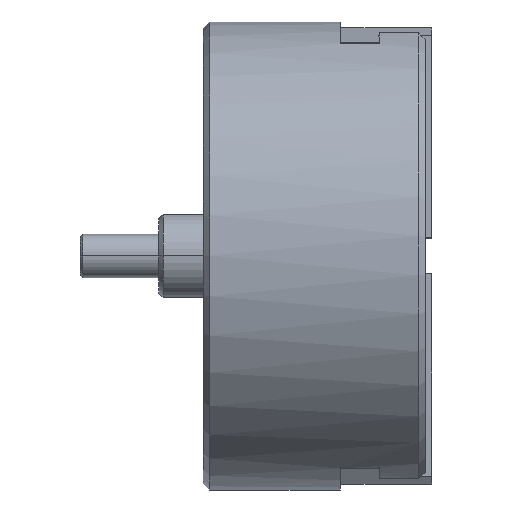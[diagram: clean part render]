
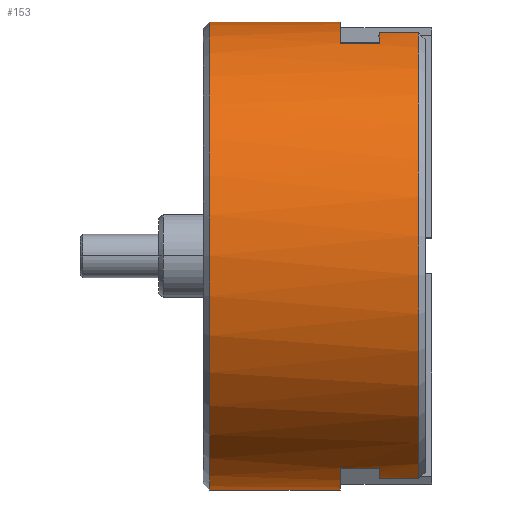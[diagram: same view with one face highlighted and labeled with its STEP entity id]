
A CAD part, top view. The second image highlights one B-rep face of the part: STEP entity #153.
In plain terms, the highlighted cylindrical face has radius 107.5 mm (diameter 215 mm), a partial arc.
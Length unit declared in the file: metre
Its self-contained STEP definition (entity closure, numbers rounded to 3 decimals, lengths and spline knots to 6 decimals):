
#12 = CIRCLE ( 'NONE', #704, 0.1075 ) ;
#99 = ORIENTED_EDGE ( 'NONE', *, *, #7708, .T. ) ;
#153 = ADVANCED_FACE ( 'NONE', ( #3297 ), #8398, .T. ) ;
#229 = AXIS2_PLACEMENT_3D ( 'NONE', #7901, #3728, #8607 ) ;
#234 = CARTESIAN_POINT ( 'NONE',  ( 0.081, 0.097628, 0.045 ) ) ;
#442 = EDGE_CURVE ( 'NONE', #5969, #6118, #5762, .T. ) ;
#488 = CARTESIAN_POINT ( 'NONE',  ( 0., 0.10247, 0.0325 ) ) ;
#539 = EDGE_LOOP ( 'NONE', ( #99, #3481, #7344, #6350, #2237, #4919, #1468, #5275, #4587, #6770, #8325, #5545 ) ) ;
#577 = VERTEX_POINT ( 'NONE', #5987 ) ;
#704 = AXIS2_PLACEMENT_3D ( 'NONE', #4083, #8955, #4791 ) ;
#728 = VECTOR ( 'NONE', #1267, 1. ) ;
#949 = AXIS2_PLACEMENT_3D ( 'NONE', #5816, #1659, #6521 ) ;
#1242 = CARTESIAN_POINT ( 'NONE',  ( 0.081, -0.10247, 0.0325 ) ) ;
#1267 = DIRECTION ( 'NONE',  ( -1., 0., 0. ) ) ;
#1468 = ORIENTED_EDGE ( 'NONE', *, *, #4757, .T. ) ;
#1659 = DIRECTION ( 'NONE',  ( 1., 0., 0. ) ) ;
#1752 = CARTESIAN_POINT ( 'NONE',  ( 0., 0.1075, 0. ) ) ;
#1754 = CARTESIAN_POINT ( 'NONE',  ( 0., 0., 0. ) ) ;
#2142 = VERTEX_POINT ( 'NONE', #6191 ) ;
#2237 = ORIENTED_EDGE ( 'NONE', *, *, #8702, .T. ) ;
#2349 = VECTOR ( 'NONE', #8218, 1. ) ;
#2385 = DIRECTION ( 'NONE',  ( -1., 0., 0. ) ) ;
#2439 = DIRECTION ( 'NONE',  ( -1., 0., 0. ) ) ;
#2442 = DIRECTION ( 'NONE',  ( 0., -1., 0. ) ) ;
#2727 = VERTEX_POINT ( 'NONE', #2938 ) ;
#2731 = CARTESIAN_POINT ( 'NONE',  ( 0., -0.10247, 0.0325 ) ) ;
#2762 = CARTESIAN_POINT ( 'NONE',  ( 0.081, 0.10247, 0.0325 ) ) ;
#2938 = CARTESIAN_POINT ( 'NONE',  ( 0.063, 0.097628, 0.045 ) ) ;
#3036 = VECTOR ( 'NONE', #2439, 1. ) ;
#3089 = DIRECTION ( 'NONE',  ( -1., 0., 0. ) ) ;
#3234 = EDGE_CURVE ( 'NONE', #2142, #5969, #4720, .T. ) ;
#3273 = DIRECTION ( 'NONE',  ( -1., 0., 0. ) ) ;
#3297 = FACE_OUTER_BOUND ( 'NONE', #539, .T. ) ;
#3313 = AXIS2_PLACEMENT_3D ( 'NONE', #7254, #3089, #7949 ) ;
#3481 = ORIENTED_EDGE ( 'NONE', *, *, #5506, .T. ) ;
#3504 = CARTESIAN_POINT ( 'NONE',  ( 0.063, 0., 0. ) ) ;
#3622 = CARTESIAN_POINT ( 'NONE',  ( 0.063, -0.1075, 0. ) ) ;
#3728 = DIRECTION ( 'NONE',  ( 1., 0., 0. ) ) ;
#3734 = EDGE_CURVE ( 'NONE', #4072, #6380, #4712, .T. ) ;
#3820 = CARTESIAN_POINT ( 'NONE',  ( 0.081, -0.097628, 0.045 ) ) ;
#3926 = VECTOR ( 'NONE', #3273, 1. ) ;
#3931 = DIRECTION ( 'NONE',  ( -1., 0., 0. ) ) ;
#3948 = CARTESIAN_POINT ( 'NONE',  ( 0.003, 0.1075, 0. ) ) ;
#4072 = VERTEX_POINT ( 'NONE', #3622 ) ;
#4083 = CARTESIAN_POINT ( 'NONE',  ( 0.081, 0., 0. ) ) ;
#4117 = DIRECTION ( 'NONE',  ( 1., 0., 0. ) ) ;
#4159 = AXIS2_PLACEMENT_3D ( 'NONE', #3504, #8374, #4189 ) ;
#4170 = VERTEX_POINT ( 'NONE', #234 ) ;
#4189 = DIRECTION ( 'NONE',  ( 0., 0., 1. ) ) ;
#4334 = AXIS2_PLACEMENT_3D ( 'NONE', #1754, #5221, #2442 ) ;
#4489 = EDGE_CURVE ( 'NONE', #4676, #2142, #4809, .T. ) ;
#4587 = ORIENTED_EDGE ( 'NONE', *, *, #3234, .T. ) ;
#4676 = VERTEX_POINT ( 'NONE', #1242 ) ;
#4712 = LINE ( 'NONE', #8103, #7210 ) ;
#4720 = CIRCLE ( 'NONE', #6421, 0.1075 ) ;
#4757 = EDGE_CURVE ( 'NONE', #5155, #4676, #12, .T. ) ;
#4791 = DIRECTION ( 'NONE',  ( 0., 0., -1. ) ) ;
#4809 = LINE ( 'NONE', #2731, #6429 ) ;
#4919 = ORIENTED_EDGE ( 'NONE', *, *, #6972, .T. ) ;
#4944 = CIRCLE ( 'NONE', #949, 0.1075 ) ;
#5032 = CARTESIAN_POINT ( 'NONE',  ( 0.003, -0.1075, 0. ) ) ;
#5155 = VERTEX_POINT ( 'NONE', #3820 ) ;
#5221 = DIRECTION ( 'NONE',  ( -1., 0., 0. ) ) ;
#5275 = ORIENTED_EDGE ( 'NONE', *, *, #4489, .T. ) ;
#5443 = CARTESIAN_POINT ( 'NONE',  ( 0., 0.097628, 0.045 ) ) ;
#5506 = EDGE_CURVE ( 'NONE', #577, #6821, #7513, .T. ) ;
#5545 = ORIENTED_EDGE ( 'NONE', *, *, #7399, .T. ) ;
#5762 = LINE ( 'NONE', #488, #3926 ) ;
#5816 = CARTESIAN_POINT ( 'NONE',  ( 0.081, 0., 0. ) ) ;
#5969 = VERTEX_POINT ( 'NONE', #7165 ) ;
#5987 = CARTESIAN_POINT ( 'NONE',  ( 0.063, 0.1075, 0. ) ) ;
#6075 = LINE ( 'NONE', #8248, #2349 ) ;
#6118 = VERTEX_POINT ( 'NONE', #2762 ) ;
#6191 = CARTESIAN_POINT ( 'NONE',  ( 0.099, -0.10247, 0.0325 ) ) ;
#6350 = ORIENTED_EDGE ( 'NONE', *, *, #3734, .F. ) ;
#6380 = VERTEX_POINT ( 'NONE', #5032 ) ;
#6421 = AXIS2_PLACEMENT_3D ( 'NONE', #6565, #2385, #7263 ) ;
#6429 = VECTOR ( 'NONE', #4117, 1. ) ;
#6521 = DIRECTION ( 'NONE',  ( 0., 0., -1. ) ) ;
#6565 = CARTESIAN_POINT ( 'NONE',  ( 0.099, 0., 0. ) ) ;
#6576 = CIRCLE ( 'NONE', #3313, 0.1075 ) ;
#6770 = ORIENTED_EDGE ( 'NONE', *, *, #442, .T. ) ;
#6821 = VERTEX_POINT ( 'NONE', #3948 ) ;
#6972 = EDGE_CURVE ( 'NONE', #8812, #5155, #6075, .T. ) ;
#7137 = CIRCLE ( 'NONE', #229, 0.1075 ) ;
#7165 = CARTESIAN_POINT ( 'NONE',  ( 0.099, 0.10247, 0.0325 ) ) ;
#7210 = VECTOR ( 'NONE', #3931, 1. ) ;
#7254 = CARTESIAN_POINT ( 'NONE',  ( 0.063, 0., 0. ) ) ;
#7263 = DIRECTION ( 'NONE',  ( 0., -1., 0. ) ) ;
#7344 = ORIENTED_EDGE ( 'NONE', *, *, #7777, .T. ) ;
#7399 = EDGE_CURVE ( 'NONE', #4170, #2727, #7695, .T. ) ;
#7513 = LINE ( 'NONE', #1752, #3036 ) ;
#7695 = LINE ( 'NONE', #5443, #728 ) ;
#7708 = EDGE_CURVE ( 'NONE', #2727, #577, #7789, .T. ) ;
#7777 = EDGE_CURVE ( 'NONE', #6821, #6380, #7137, .T. ) ;
#7789 = CIRCLE ( 'NONE', #4159, 0.1075 ) ;
#7901 = CARTESIAN_POINT ( 'NONE',  ( 0.003, 0., 0. ) ) ;
#7949 = DIRECTION ( 'NONE',  ( 0., 0., 1. ) ) ;
#8042 = CARTESIAN_POINT ( 'NONE',  ( 0.063, -0.097628, 0.045 ) ) ;
#8103 = CARTESIAN_POINT ( 'NONE',  ( 0., -0.1075, 0. ) ) ;
#8218 = DIRECTION ( 'NONE',  ( 1., 0., 0. ) ) ;
#8248 = CARTESIAN_POINT ( 'NONE',  ( 0., -0.097628, 0.045 ) ) ;
#8325 = ORIENTED_EDGE ( 'NONE', *, *, #8667, .T. ) ;
#8374 = DIRECTION ( 'NONE',  ( -1., 0., 0. ) ) ;
#8398 = CYLINDRICAL_SURFACE ( 'NONE', #4334, 0.1075 ) ;
#8607 = DIRECTION ( 'NONE',  ( 0., 1., 0. ) ) ;
#8667 = EDGE_CURVE ( 'NONE', #6118, #4170, #4944, .T. ) ;
#8702 = EDGE_CURVE ( 'NONE', #4072, #8812, #6576, .T. ) ;
#8812 = VERTEX_POINT ( 'NONE', #8042 ) ;
#8955 = DIRECTION ( 'NONE',  ( 1., 0., 0. ) ) ;
